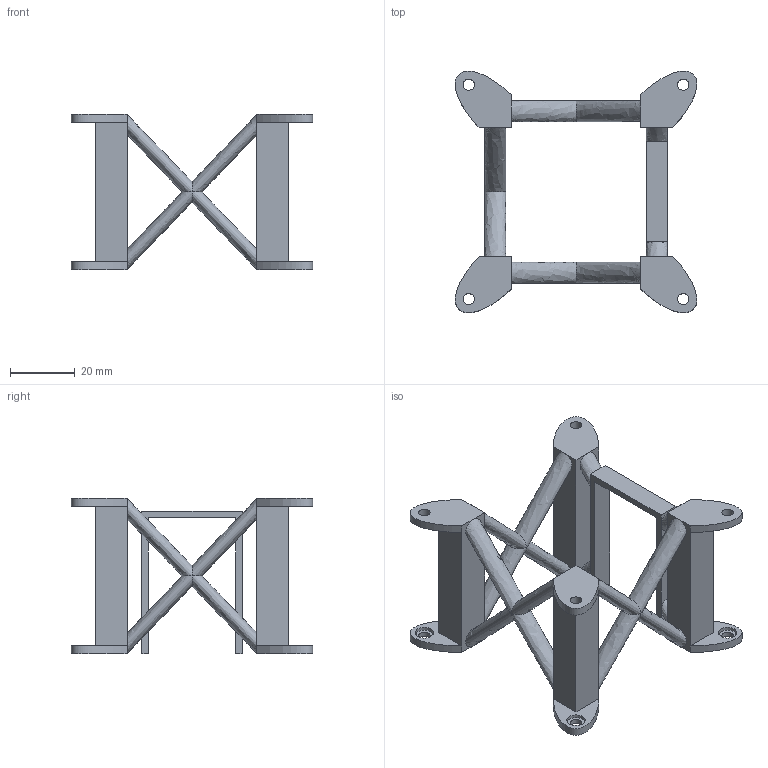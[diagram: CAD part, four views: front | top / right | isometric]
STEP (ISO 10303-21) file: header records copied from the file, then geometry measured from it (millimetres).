
FILE_DESCRIPTION(/* description */ (''),/* implementation_level */ '2;1');
FILE_NAME(/* name */ 'Slew_Top_Section.step',/* time_stamp */ '2025-11-10T16:52:23+07:00',/* author */ (''),/* organization */ (''),/* preprocessor_version */ 'ST-DEVELOPER v20.1',/* originating_system */ 'Autodesk Translation Framework v14.21.0.0',/* authorisation */ '');
FILE_SCHEMA (('AUTOMOTIVE_DESIGN { 1 0 10303 214 3 1 1 }','AP242_MANAGED_MODEL_BASED_3D_ENGINEERING_MIM_LF { 1 0 10303 442 3 1 4 }'));
Length unit declared in the file: millimetre
Products named in the file (1): Slew_Top_Section
Bounding box: 74.72 x 74.73 x 48 mm (x, y, z)
Volume: 31288.5 mm3; surface area: 18450.2 mm2
Topology: 1 solids, 1 shells, 86 faces, 232 edges, 134 vertices
Faces by surface type: plane 50, bspline 24, cylinder 12
Full cylindrical faces by diameter (mm): 3.5 x8, 5.7 x4
Entity records: 2985 total; most frequent: CARTESIAN_POINT 813, ORIENTED_EDGE 464, DIRECTION 434, EDGE_CURVE 232, AXIS2_PLACEMENT_3D 155, VERTEX_POINT 134, LINE 124, VECTOR 124
